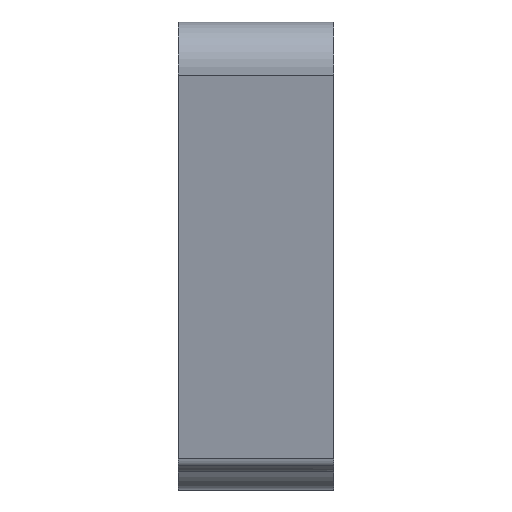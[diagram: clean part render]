
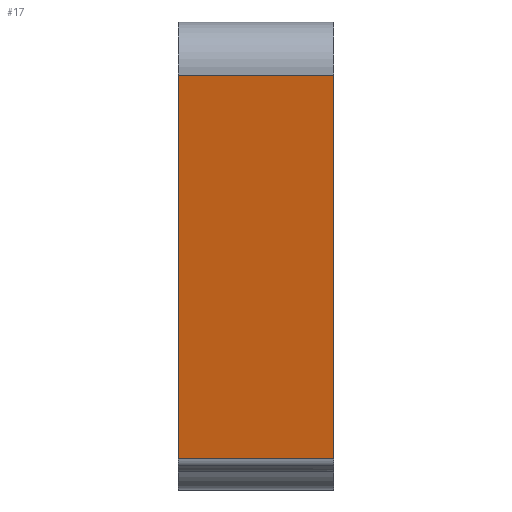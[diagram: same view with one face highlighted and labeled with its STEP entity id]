
A CAD part, left-side view. The second image highlights one B-rep face of the part: STEP entity #17.
In plain terms, the highlighted planar face has unit normal (-0.986, 0, -0.165).
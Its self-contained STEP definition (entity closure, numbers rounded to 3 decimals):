
#17 = ADVANCED_FACE ( 'NONE', ( #715 ), #1342, .F. ) ;
#52 = EDGE_CURVE ( 'NONE', #447, #513, #1502, .T. ) ;
#74 = EDGE_LOOP ( 'NONE', ( #648, #1954, #959, #1510 ) ) ;
#113 = CARTESIAN_POINT ( 'NONE',  ( 1097.346, 34., -228.727 ) ) ;
#185 = EDGE_CURVE ( 'NONE', #447, #551, #1253, .T. ) ;
#207 = VECTOR ( 'NONE', #1779, 1000. ) ;
#218 = CARTESIAN_POINT ( 'NONE',  ( 1030.227, 0., 172.388 ) ) ;
#447 = VERTEX_POINT ( 'NONE', #1801 ) ;
#479 = DIRECTION ( 'NONE',  ( -0.165, 0., 0.986 ) ) ;
#513 = VERTEX_POINT ( 'NONE', #1173 ) ;
#545 = LINE ( 'NONE', #1170, #207 ) ;
#551 = VERTEX_POINT ( 'NONE', #1073 ) ;
#564 = DIRECTION ( 'NONE',  ( 0.986, 0., 0.165 ) ) ;
#628 = VERTEX_POINT ( 'NONE', #1390 ) ;
#648 = ORIENTED_EDGE ( 'NONE', *, *, #185, .F. ) ;
#715 = FACE_OUTER_BOUND ( 'NONE', #74, .T. ) ;
#730 = DIRECTION ( 'NONE',  ( 0., -1., 0. ) ) ;
#755 = VECTOR ( 'NONE', #479, 1000. ) ;
#826 = DIRECTION ( 'NONE',  ( -0.165, 0., 0.986 ) ) ;
#959 = ORIENTED_EDGE ( 'NONE', *, *, #1225, .T. ) ;
#1073 = CARTESIAN_POINT ( 'NONE',  ( 1083.293, 34., -144.741 ) ) ;
#1144 = VECTOR ( 'NONE', #730, 1000. ) ;
#1170 = CARTESIAN_POINT ( 'NONE',  ( 1083.293, 34., -144.741 ) ) ;
#1173 = CARTESIAN_POINT ( 'NONE',  ( 1097.346, 0., -228.727 ) ) ;
#1189 = DIRECTION ( 'NONE',  ( 0.165, 0., -0.986 ) ) ;
#1225 = EDGE_CURVE ( 'NONE', #513, #628, #1605, .T. ) ;
#1237 = AXIS2_PLACEMENT_3D ( 'NONE', #1947, #564, #1189 ) ;
#1253 = LINE ( 'NONE', #1865, #755 ) ;
#1342 = PLANE ( 'NONE',  #1237 ) ;
#1390 = CARTESIAN_POINT ( 'NONE',  ( 1083.293, 0., -144.741 ) ) ;
#1502 = LINE ( 'NONE', #113, #1144 ) ;
#1510 = ORIENTED_EDGE ( 'NONE', *, *, #1942, .T. ) ;
#1605 = LINE ( 'NONE', #218, #1862 ) ;
#1779 = DIRECTION ( 'NONE',  ( 0., 1., 0. ) ) ;
#1801 = CARTESIAN_POINT ( 'NONE',  ( 1097.346, 34., -228.727 ) ) ;
#1862 = VECTOR ( 'NONE', #826, 1000. ) ;
#1865 = CARTESIAN_POINT ( 'NONE',  ( 1030.227, 34., 172.388 ) ) ;
#1942 = EDGE_CURVE ( 'NONE', #628, #551, #545, .T. ) ;
#1947 = CARTESIAN_POINT ( 'NONE',  ( 1030.227, 34., 172.388 ) ) ;
#1954 = ORIENTED_EDGE ( 'NONE', *, *, #52, .T. ) ;
